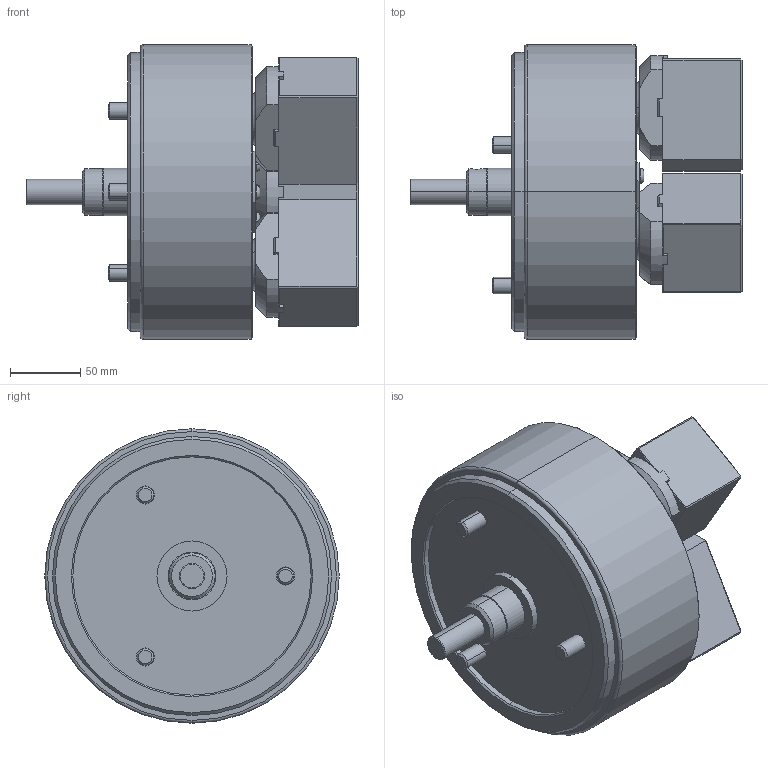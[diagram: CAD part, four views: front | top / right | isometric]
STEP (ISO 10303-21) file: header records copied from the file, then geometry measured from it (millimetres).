
FILE_DESCRIPTION (( 'STEP AP203' ), '1' );
FILE_NAME ('CF-3W-C08.STEP', '2020-08-14T01:29:36', ( '' ), ( '' ), 'SwSTEP 2.0', 'SolidWorks 2016', '' );
FILE_SCHEMA (( 'CONFIG_CONTROL_DESIGN' ));
Length unit declared in the file: millimetre
Products named in the file (11): 半圓頭六角孔螺栓_M6x12; 圓頭內六角螺栓_M12x20; CF-3W-08-01000; 圓頭內六角螺栓_M12x90; CF-3W-08-02000; CF-3W-08C-16000; M18x140; CF-3W-08-11000; CF-3W-08-17000; CF-3W-08-03000; CF-3W-C08
Assembly tree (23 placements, depth 2):
  CF-3W-C08
    CF-3W-08-01000
    CF-3W-08-02000
    CF-3W-08C-16000
    M18x140
    CF-3W-08-11000
    CF-3W-08-17000  x3
    CF-3W-08-03000  x3
    半圓頭六角孔螺栓_M6x12  x3
    圓頭內六角螺栓_M12x20  x6
    圓頭內六角螺栓_M12x90  x3
Bounding box: 236.8 x 210 x 210 mm (x, y, z)
Volume: 3965578.6 mm3; surface area: 358280.4 mm2
Topology: 23 solids, 23 shells, 804 faces, 1937 edges, 1197 vertices
Faces by surface type: plane 457, cylinder 185, cone 136, torus 20, sphere 6
Entity records: 11061 total; most frequent: CARTESIAN_POINT 1762, DIRECTION 1754, ORIENTED_EDGE 1516, EDGE_CURVE 758, AXIS2_PLACEMENT_3D 659, VERTEX_POINT 477, VECTOR 436, LINE 436
